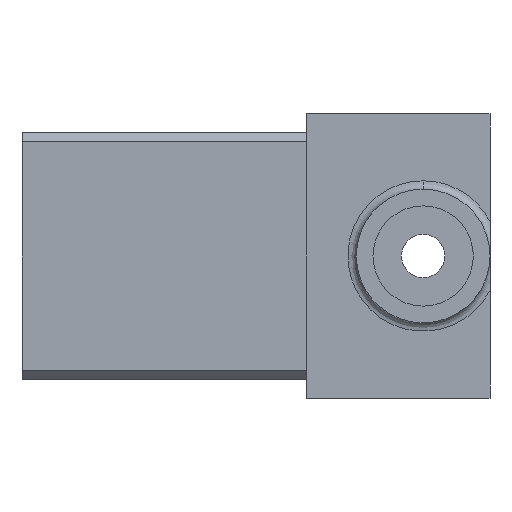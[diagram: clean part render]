
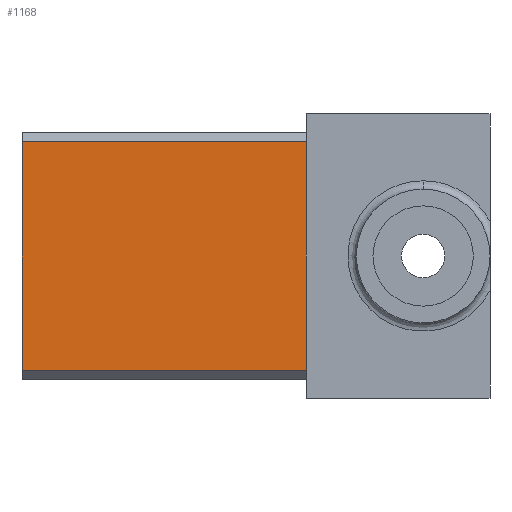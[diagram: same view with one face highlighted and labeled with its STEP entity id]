
A CAD part, front view. The second image highlights one B-rep face of the part: STEP entity #1168.
In plain terms, the highlighted planar face has unit normal (0, -1, 0).
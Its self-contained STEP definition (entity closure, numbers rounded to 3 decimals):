
#32 = PLANE('',#33);
#33 = AXIS2_PLACEMENT_3D('',#34,#35,#36);
#34 = CARTESIAN_POINT('',(0.,4.788,14.8));
#35 = DIRECTION('',(1.,0.,0.));
#36 = DIRECTION('',(0.,0.,1.));
#197 = VERTEX_POINT('',#198);
#198 = CARTESIAN_POINT('',(0.,-5.9,13.688));
#212 = PLANE('',#213);
#213 = AXIS2_PLACEMENT_3D('',#214,#215,#216);
#214 = CARTESIAN_POINT('',(0.,-5.9,13.688));
#215 = DIRECTION('',(0.,-0.707,0.707)
  );
#216 = DIRECTION('',(0.,0.707,0.707)
  );
#224 = EDGE_CURVE('',#225,#197,#227,.T.);
#225 = VERTEX_POINT('',#226);
#226 = CARTESIAN_POINT('',(0.,-5.9,-13.688));
#227 = SURFACE_CURVE('',#228,(#232,#239),.PCURVE_S1.);
#228 = LINE('',#229,#230);
#229 = CARTESIAN_POINT('',(0.,-5.9,-13.688));
#230 = VECTOR('',#231,1.);
#231 = DIRECTION('',(0.,0.,1.));
#232 = PCURVE('',#32,#233);
#233 = DEFINITIONAL_REPRESENTATION('',(#234),#238);
#234 = LINE('',#235,#236);
#235 = CARTESIAN_POINT('',(-28.488,10.688));
#236 = VECTOR('',#237,1.);
#237 = DIRECTION('',(1.,0.));
#238 = ( GEOMETRIC_REPRESENTATION_CONTEXT(2) 
PARAMETRIC_REPRESENTATION_CONTEXT() REPRESENTATION_CONTEXT('2D SPACE',''
  ) );
#239 = PCURVE('',#240,#245);
#240 = PLANE('',#241);
#241 = AXIS2_PLACEMENT_3D('',#242,#243,#244);
#242 = CARTESIAN_POINT('',(0.,-5.9,-13.688));
#243 = DIRECTION('',(0.,-1.,0.));
#244 = DIRECTION('',(0.,0.,1.));
#245 = DEFINITIONAL_REPRESENTATION('',(#246),#250);
#246 = LINE('',#247,#248);
#247 = CARTESIAN_POINT('',(0.,0.));
#248 = VECTOR('',#249,1.);
#249 = DIRECTION('',(1.,0.));
#250 = ( GEOMETRIC_REPRESENTATION_CONTEXT(2) 
PARAMETRIC_REPRESENTATION_CONTEXT() REPRESENTATION_CONTEXT('2D SPACE',''
  ) );
#268 = PLANE('',#269);
#269 = AXIS2_PLACEMENT_3D('',#270,#271,#272);
#270 = CARTESIAN_POINT('',(0.,-4.788,-14.8));
#271 = DIRECTION('',(0.,-0.707,-0.707)
  );
#272 = DIRECTION('',(0.,-0.707,0.707)
  );
#547 = PLANE('',#548);
#548 = AXIS2_PLACEMENT_3D('',#549,#550,#551);
#549 = CARTESIAN_POINT('',(34.,11.,15.));
#550 = DIRECTION('',(1.,0.,0.));
#551 = DIRECTION('',(0.,0.,1.));
#1074 = EDGE_CURVE('',#197,#1075,#1077,.T.);
#1075 = VERTEX_POINT('',#1076);
#1076 = CARTESIAN_POINT('',(34.,-5.9,13.688));
#1077 = SURFACE_CURVE('',#1078,(#1082,#1089),.PCURVE_S1.);
#1078 = LINE('',#1079,#1080);
#1079 = CARTESIAN_POINT('',(0.,-5.9,13.688));
#1080 = VECTOR('',#1081,1.);
#1081 = DIRECTION('',(1.,0.,0.));
#1082 = PCURVE('',#212,#1083);
#1083 = DEFINITIONAL_REPRESENTATION('',(#1084),#1088);
#1084 = LINE('',#1085,#1086);
#1085 = CARTESIAN_POINT('',(0.,0.));
#1086 = VECTOR('',#1087,1.);
#1087 = DIRECTION('',(0.,-1.));
#1088 = ( GEOMETRIC_REPRESENTATION_CONTEXT(2) 
PARAMETRIC_REPRESENTATION_CONTEXT() REPRESENTATION_CONTEXT('2D SPACE',''
  ) );
#1089 = PCURVE('',#240,#1090);
#1090 = DEFINITIONAL_REPRESENTATION('',(#1091),#1095);
#1091 = LINE('',#1092,#1093);
#1092 = CARTESIAN_POINT('',(27.375,0.));
#1093 = VECTOR('',#1094,1.);
#1094 = DIRECTION('',(0.,-1.));
#1095 = ( GEOMETRIC_REPRESENTATION_CONTEXT(2) 
PARAMETRIC_REPRESENTATION_CONTEXT() REPRESENTATION_CONTEXT('2D SPACE',''
  ) );
#1168 = ADVANCED_FACE('',(#1169),#240,.T.);
#1169 = FACE_BOUND('',#1170,.T.);
#1170 = EDGE_LOOP('',(#1171,#1194,#1215,#1216));
#1171 = ORIENTED_EDGE('',*,*,#1172,.T.);
#1172 = EDGE_CURVE('',#225,#1173,#1175,.T.);
#1173 = VERTEX_POINT('',#1174);
#1174 = CARTESIAN_POINT('',(34.,-5.9,-13.688));
#1175 = SURFACE_CURVE('',#1176,(#1180,#1187),.PCURVE_S1.);
#1176 = LINE('',#1177,#1178);
#1177 = CARTESIAN_POINT('',(0.,-5.9,-13.688));
#1178 = VECTOR('',#1179,1.);
#1179 = DIRECTION('',(1.,0.,0.));
#1180 = PCURVE('',#240,#1181);
#1181 = DEFINITIONAL_REPRESENTATION('',(#1182),#1186);
#1182 = LINE('',#1183,#1184);
#1183 = CARTESIAN_POINT('',(0.,0.));
#1184 = VECTOR('',#1185,1.);
#1185 = DIRECTION('',(0.,-1.));
#1186 = ( GEOMETRIC_REPRESENTATION_CONTEXT(2) 
PARAMETRIC_REPRESENTATION_CONTEXT() REPRESENTATION_CONTEXT('2D SPACE',''
  ) );
#1187 = PCURVE('',#268,#1188);
#1188 = DEFINITIONAL_REPRESENTATION('',(#1189),#1193);
#1189 = LINE('',#1190,#1191);
#1190 = CARTESIAN_POINT('',(1.573,0.));
#1191 = VECTOR('',#1192,1.);
#1192 = DIRECTION('',(0.,-1.));
#1193 = ( GEOMETRIC_REPRESENTATION_CONTEXT(2) 
PARAMETRIC_REPRESENTATION_CONTEXT() REPRESENTATION_CONTEXT('2D SPACE',''
  ) );
#1194 = ORIENTED_EDGE('',*,*,#1195,.T.);
#1195 = EDGE_CURVE('',#1173,#1075,#1196,.T.);
#1196 = SURFACE_CURVE('',#1197,(#1201,#1208),.PCURVE_S1.);
#1197 = LINE('',#1198,#1199);
#1198 = CARTESIAN_POINT('',(34.,-5.9,-13.688));
#1199 = VECTOR('',#1200,1.);
#1200 = DIRECTION('',(0.,0.,1.));
#1201 = PCURVE('',#240,#1202);
#1202 = DEFINITIONAL_REPRESENTATION('',(#1203),#1207);
#1203 = LINE('',#1204,#1205);
#1204 = CARTESIAN_POINT('',(0.,-34.));
#1205 = VECTOR('',#1206,1.);
#1206 = DIRECTION('',(1.,0.));
#1207 = ( GEOMETRIC_REPRESENTATION_CONTEXT(2) 
PARAMETRIC_REPRESENTATION_CONTEXT() REPRESENTATION_CONTEXT('2D SPACE',''
  ) );
#1208 = PCURVE('',#547,#1209);
#1209 = DEFINITIONAL_REPRESENTATION('',(#1210),#1214);
#1210 = LINE('',#1211,#1212);
#1211 = CARTESIAN_POINT('',(-28.688,16.9));
#1212 = VECTOR('',#1213,1.);
#1213 = DIRECTION('',(1.,0.));
#1214 = ( GEOMETRIC_REPRESENTATION_CONTEXT(2) 
PARAMETRIC_REPRESENTATION_CONTEXT() REPRESENTATION_CONTEXT('2D SPACE',''
  ) );
#1215 = ORIENTED_EDGE('',*,*,#1074,.F.);
#1216 = ORIENTED_EDGE('',*,*,#224,.F.);
